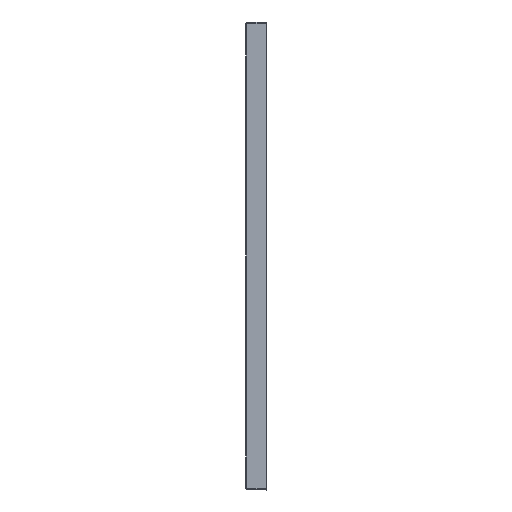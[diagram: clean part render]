
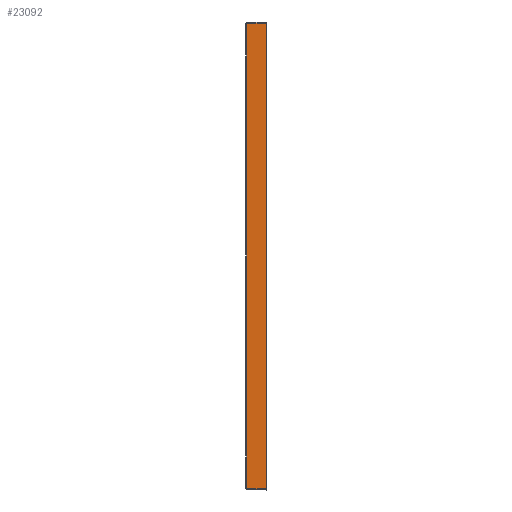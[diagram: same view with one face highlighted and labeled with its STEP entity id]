
A CAD part, left-side view. The second image highlights one B-rep face of the part: STEP entity #23092.
In plain terms, the highlighted planar face has unit normal (-0.999, 0.035, 0).
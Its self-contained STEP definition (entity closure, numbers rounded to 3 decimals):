
#364=CARTESIAN_POINT('',(-700.,-40.,535.501));
#1419=CARTESIAN_POINT('',(-698.673,-1.986,
427.5));
#1459=DIRECTION('',(0.,0.,-1.));
#1460=VECTOR('',#1459,896.002);
#1461=CARTESIAN_POINT('',(-700.,-40.,
535.501));
#1462=LINE('',#1461,#1460);
#1463=DIRECTION('',(0.035,0.999,0.035));
#1464=VECTOR('',#1463,38.115);
#1465=CARTESIAN_POINT('',(-700.,-40.,
-360.501));
#1466=LINE('',#1465,#1464);
#1467=CARTESIAN_POINT('',(-698.671,-1.932,
-359.172));
#1468=CARTESIAN_POINT('',(-698.671,-1.939,
-350.077));
#1469=CARTESIAN_POINT('',(-698.671,-1.955,
-328.383));
#1470=CARTESIAN_POINT('',(-698.672,-1.978,
-292.826));
#1471=CARTESIAN_POINT('',(-698.673,-1.986,
-266.363));
#1472=CARTESIAN_POINT('',(-698.673,-1.986,
-252.5));
#1474=CARTESIAN_POINT('',(-698.673,-1.986,
-252.5));
#1475=CARTESIAN_POINT('',(-698.673,-1.986,
-215.577));
#1476=CARTESIAN_POINT('',(-698.672,-1.97,
-141.853));
#1477=CARTESIAN_POINT('',(-698.671,-1.933,
-28.52));
#1478=CARTESIAN_POINT('',(-698.67,-1.924,
47.89));
#1479=CARTESIAN_POINT('',(-698.671,-1.93,
87.5));
#1481=DIRECTION('',(0.,0.,1.));
#1482=VECTOR('',#1481,340.);
#1483=CARTESIAN_POINT('',(-698.671,-1.93,
87.5));
#1484=LINE('',#1483,#1482);
#1485=CARTESIAN_POINT('',(-698.673,-1.986,
427.5));
#1486=CARTESIAN_POINT('',(-698.673,-1.986,
439.375));
#1487=CARTESIAN_POINT('',(-698.672,-1.98,
462.947));
#1488=CARTESIAN_POINT('',(-698.672,-1.959,
498.504));
#1489=CARTESIAN_POINT('',(-698.671,-1.941,
522.186));
#1490=CARTESIAN_POINT('',(-698.671,-1.932,
534.172));
#1492=DIRECTION('',(-0.035,-0.999,0.035));
#1493=VECTOR('',#1492,38.115);
#1494=CARTESIAN_POINT('',(-698.671,-1.932,
534.172));
#1495=LINE('',#1494,#1493);
#19122=CARTESIAN_POINT('',(-698.671,-1.932,
534.172));
#19123=VERTEX_POINT('',#19122);
#19124=VERTEX_POINT('',#364);
#20476=CARTESIAN_POINT('',(-698.671,-1.93,
87.5));
#20477=VERTEX_POINT('',#20476);
#20478=VERTEX_POINT('',#1419);
#20479=CARTESIAN_POINT('',(-700.,-40.,
-360.501));
#20480=VERTEX_POINT('',#20479);
#20481=CARTESIAN_POINT('',(-698.671,-1.932,
-359.172));
#20482=VERTEX_POINT('',#20481);
#20483=VERTEX_POINT('',#1472);
#23075=CARTESIAN_POINT('',(-699.335,-20.964,87.5));
#23076=DIRECTION('',(0.999,-0.035,0.));
#23077=DIRECTION('',(0.035,0.999,0.));
#23078=AXIS2_PLACEMENT_3D('',#23075,#23076,#23077);
#23079=PLANE('',#23078);
#23080=ORIENTED_EDGE('',*,*,#21355,.T.);
#23082=ORIENTED_EDGE('',*,*,#23081,.T.);
#23084=ORIENTED_EDGE('',*,*,#23083,.T.);
#23086=ORIENTED_EDGE('',*,*,#23085,.T.);
#23087=ORIENTED_EDGE('',*,*,#23006,.T.);
#23088=ORIENTED_EDGE('',*,*,#23045,.T.);
#23089=ORIENTED_EDGE('',*,*,#21314,.T.);
#23090=EDGE_LOOP('',(#23080,#23082,#23084,#23086,#23087,#23088,#23089));
#23091=FACE_OUTER_BOUND('',#23090,.F.);
#23092=ADVANCED_FACE('',(#23091),#23079,.F.);
#1473=B_SPLINE_CURVE_WITH_KNOTS('',3,(#1467,#1468,#1469,#1470,#1471,#1472),
.UNSPECIFIED.,.F.,.F.,(4,1,1,4),(0.,0.256,0.61,1.),
.UNSPECIFIED.);
#1480=B_SPLINE_CURVE_WITH_KNOTS('',3,(#1474,#1475,#1476,#1477,#1478,#1479),
.UNSPECIFIED.,.F.,.F.,(4,1,1,4),(0.,0.326,0.65,1.),
.UNSPECIFIED.);
#1491=B_SPLINE_CURVE_WITH_KNOTS('',3,(#1485,#1486,#1487,#1488,#1489,#1490),
.UNSPECIFIED.,.F.,.F.,(4,1,1,4),(0.,0.334,0.663,1.),
.UNSPECIFIED.);
#21314=EDGE_CURVE('',#19123,#19124,#1495,.T.);
#21355=EDGE_CURVE('',#19124,#20480,#1462,.T.);
#23006=EDGE_CURVE('',#20477,#20478,#1484,.T.);
#23045=EDGE_CURVE('',#20478,#19123,#1491,.T.);
#23081=EDGE_CURVE('',#20480,#20482,#1466,.T.);
#23083=EDGE_CURVE('',#20482,#20483,#1473,.T.);
#23085=EDGE_CURVE('',#20483,#20477,#1480,.T.);
